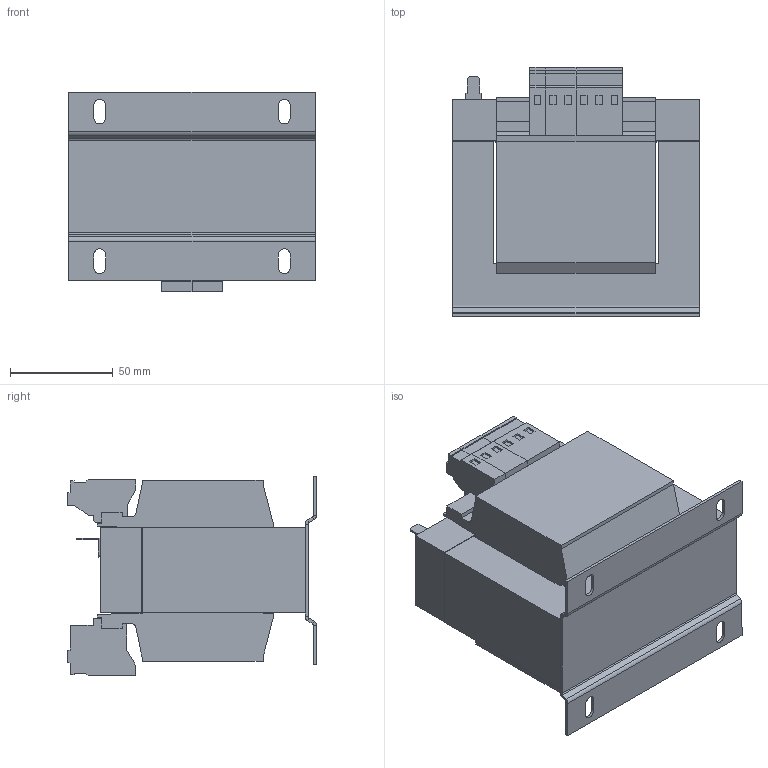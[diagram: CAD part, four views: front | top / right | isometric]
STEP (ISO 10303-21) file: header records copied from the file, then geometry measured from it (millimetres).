
FILE_DESCRIPTION (( 'STEP AP214' ), '1' );
FILE_NAME ('267185.STEP', '2020-07-16T07:36:34', ( '' ), ( '' ), 'SwSTEP 2.0', 'SolidWorks 2018', '' );
FILE_SCHEMA (( 'AUTOMOTIVE_DESIGN' ));
Length unit declared in the file: millimetre
Products named in the file (1): 267185
Bounding box: 120 x 121.3 x 97.5 mm (x, y, z)
Volume: 797949.5 mm3; surface area: 98233.8 mm2
Topology: 1 solids, 1 shells, 307 faces, 762 edges, 475 vertices
Faces by surface type: plane 269, cylinder 38
Entity records: 8918 total; most frequent: CARTESIAN_POINT 1545, ORIENTED_EDGE 1524, DIRECTION 1454, EDGE_CURVE 762, VECTOR 686, LINE 686, VERTEX_POINT 475, AXIS2_PLACEMENT_3D 384
